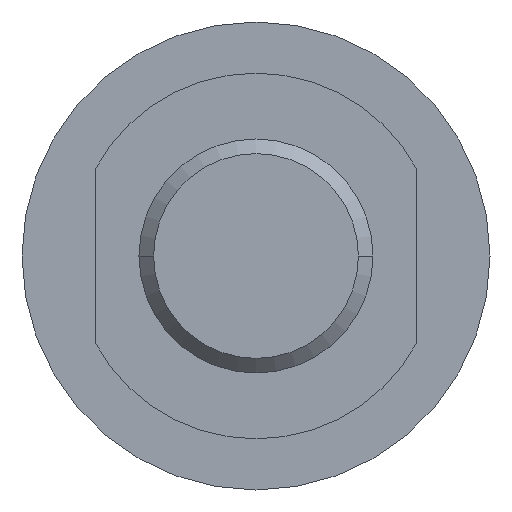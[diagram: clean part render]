
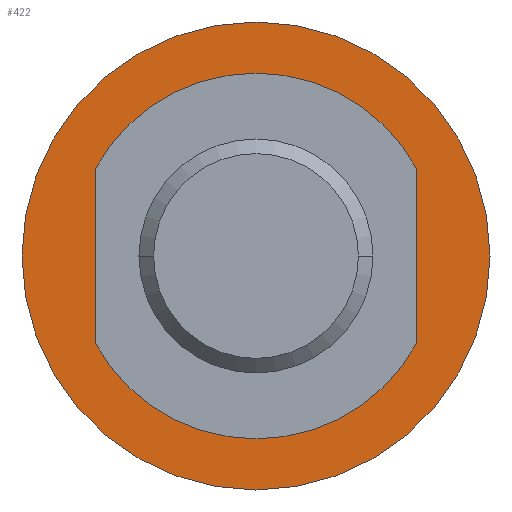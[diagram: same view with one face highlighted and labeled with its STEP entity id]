
A CAD part, left-side view. The second image highlights one B-rep face of the part: STEP entity #422.
In plain terms, the highlighted free-form (B-spline) face has degree [1, 1] with [2, 2] control points.
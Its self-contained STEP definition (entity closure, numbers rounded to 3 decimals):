
#218=CARTESIAN_POINT('',(60.,10.,0.));
#219=VERTEX_POINT('',#218);
#235=CARTESIAN_POINT('',(60.,-10.,0.));
#236=VERTEX_POINT('',#235);
#243=CARTESIAN_POINT('',(60.,0.,0.));
#244=DIRECTION('',(-1.0,0.0,0.0));
#245=DIRECTION('',(0.0,1.0,0.0));
#246=AXIS2_PLACEMENT_3D('',#243,#244,#245);
#247=CIRCLE('',#246,10.0);
#248=EDGE_CURVE('',#236,#219,#247,.T.);
#338=CARTESIAN_POINT('',(60.,0.0,16.));
#339=VERTEX_POINT('',#338);
#348=CARTESIAN_POINT('',(60.,0.,-16.0));
#349=VERTEX_POINT('',#348);
#350=CARTESIAN_POINT('',(60.,0.0,0.));
#351=DIRECTION('',(1.0,0.0,0.0));
#352=DIRECTION('',(0.0,0.0,1.0));
#353=AXIS2_PLACEMENT_3D('',#350,#351,#352);
#354=CIRCLE('',#353,16.);
#355=EDGE_CURVE('',#339,#349,#354,.T.);
#397=CARTESIAN_POINT('',(60.,16.,-16.));
#398=CARTESIAN_POINT('',(60.,16.,16.));
#399=CARTESIAN_POINT('',(60.,-16.,-16.));
#400=CARTESIAN_POINT('',(60.,-16.,16.));
#401=B_SPLINE_SURFACE_WITH_KNOTS('',1,1,((#397,#399),(#398,#400)),.UNSPECIFIED.,.F.,.F.,.U.,(2,2),(2,2),(0.0,32.),(0.0,32.),.UNSPECIFIED.);
#402=ORIENTED_EDGE('',*,*,#355,.F.);
#403=CARTESIAN_POINT('',(60.,0.0,0.));
#404=DIRECTION('',(1.0,0.0,0.0));
#405=DIRECTION('',(0.0,0.0,1.0));
#406=AXIS2_PLACEMENT_3D('',#403,#404,#405);
#407=CIRCLE('',#406,16.);
#408=EDGE_CURVE('',#349,#339,#407,.T.);
#409=ORIENTED_EDGE('',*,*,#408,.F.);
#410=EDGE_LOOP('',(#402,#409));
#411=FACE_OUTER_BOUND('',#410,.T.);
#412=ORIENTED_EDGE('',*,*,#248,.F.);
#413=CARTESIAN_POINT('',(60.,0.,0.));
#414=DIRECTION('',(-1.0,0.0,0.0));
#415=DIRECTION('',(0.0,1.0,0.0));
#416=AXIS2_PLACEMENT_3D('',#413,#414,#415);
#417=CIRCLE('',#416,10.0);
#418=EDGE_CURVE('',#219,#236,#417,.T.);
#419=ORIENTED_EDGE('',*,*,#418,.F.);
#420=EDGE_LOOP('',(#412,#419));
#421=FACE_BOUND('',#420,.T.);
#422=ADVANCED_FACE('',(#411,#421),#401,.F.);
